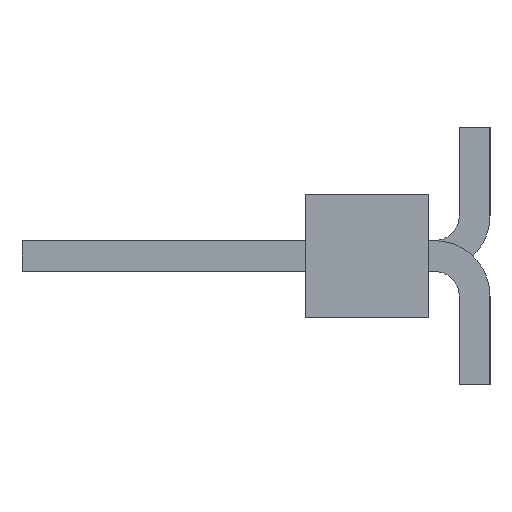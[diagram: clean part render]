
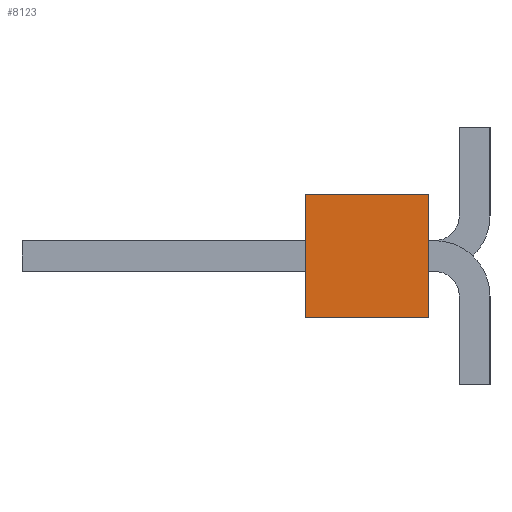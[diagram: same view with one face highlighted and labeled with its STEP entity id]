
A CAD part, left-side view. The second image highlights one B-rep face of the part: STEP entity #8123.
In plain terms, the highlighted planar face has unit normal (-1, 0, 0).
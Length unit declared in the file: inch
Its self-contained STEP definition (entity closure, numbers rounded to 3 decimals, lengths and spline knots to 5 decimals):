
#1807=ORIENTED_EDGE('',*,*,#3393,.T.);
#1808=ORIENTED_EDGE('',*,*,#3458,.F.);
#1809=ORIENTED_EDGE('',*,*,#3086,.F.);
#1810=ORIENTED_EDGE('',*,*,#3396,.T.);
#3086=EDGE_CURVE('',#4042,#4043,#4942,.T.);
#3393=EDGE_CURVE('',#4350,#4349,#5249,.T.);
#3396=EDGE_CURVE('',#4042,#4350,#5252,.T.);
#3458=EDGE_CURVE('',#4043,#4349,#5314,.T.);
#4042=VERTEX_POINT('',#12184);
#4043=VERTEX_POINT('',#12186);
#4349=VERTEX_POINT('',#12799);
#4350=VERTEX_POINT('',#12801);
#4942=LINE('',#12185,#6030);
#5249=LINE('',#12800,#6337);
#5252=LINE('',#12805,#6340);
#5314=LINE('',#12898,#6402);
#6030=VECTOR('',#9964,39.37008);
#6337=VECTOR('',#10273,39.37008);
#6340=VECTOR('',#10278,39.37008);
#6402=VECTOR('',#10402,39.37008);
#6847=EDGE_LOOP('',(#1807,#1808,#1809,#1810));
#7323=FACE_BOUND('',#6847,.T.);
#7707=PLANE('',#8630);
#8123=ADVANCED_FACE('',(#7323),#7707,.F.);
#8630=AXIS2_PLACEMENT_3D('',#12899,#10403,#10404);
#9964=DIRECTION('',(0.,0.,1.));
#10273=DIRECTION('',(0.,0.,1.));
#10278=DIRECTION('',(0.,-1.,0.));
#10402=DIRECTION('',(0.,-1.,0.));
#10403=DIRECTION('',(1.,0.,0.));
#10404=DIRECTION('',(0.,0.,-1.));
#12184=CARTESIAN_POINT('',(-0.8,0.05,-0.05));
#12185=CARTESIAN_POINT('',(-0.8,0.05,-0.05));
#12186=CARTESIAN_POINT('',(-0.8,0.05,0.05));
#12799=CARTESIAN_POINT('',(-0.8,-0.05,0.05));
#12800=CARTESIAN_POINT('',(-0.8,-0.05,-0.05));
#12801=CARTESIAN_POINT('',(-0.8,-0.05,-0.05));
#12805=CARTESIAN_POINT('',(-0.8,0.05,-0.05));
#12898=CARTESIAN_POINT('',(-0.8,0.05,0.05));
#12899=CARTESIAN_POINT('',(-0.8,0.05,-0.05));
